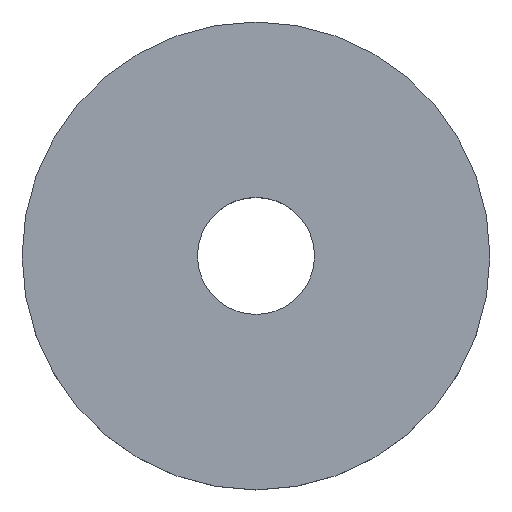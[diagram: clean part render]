
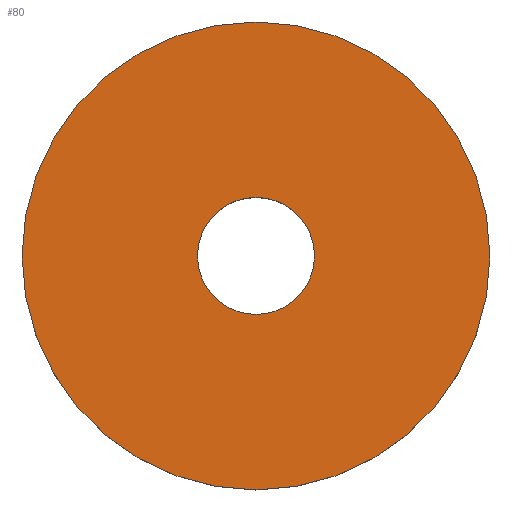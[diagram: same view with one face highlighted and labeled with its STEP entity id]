
A CAD part, top view. The second image highlights one B-rep face of the part: STEP entity #80.
In plain terms, the highlighted planar face has unit normal (0, 0, 1).
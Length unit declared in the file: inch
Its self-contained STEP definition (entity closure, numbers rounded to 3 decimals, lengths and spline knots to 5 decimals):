
#8 = AXIS2_PLACEMENT_3D ( 'NONE', #176, #175, #174 ) ;
#19 = CIRCLE ( 'NONE', #66, 0.5 ) ;
#23 = EDGE_CURVE ( 'NONE', #196, #200, #27, .T. ) ;
#24 = EDGE_CURVE ( 'NONE', #201, #202, #29, .T. ) ;
#27 = CIRCLE ( 'NONE', #8, 2. ) ;
#29 = CIRCLE ( 'NONE', #71, 0.5 ) ;
#33 = EDGE_CURVE ( 'NONE', #202, #201, #19, .T. ) ;
#35 = CIRCLE ( 'NONE', #70, 2. ) ;
#42 = EDGE_LOOP ( 'NONE', ( #222, #219 ) ) ;
#47 = EDGE_LOOP ( 'NONE', ( #223, #220 ) ) ;
#58 = FACE_BOUND ( 'NONE', #42, .T. ) ;
#66 = AXIS2_PLACEMENT_3D ( 'NONE', #161, #157, #156 ) ;
#70 = AXIS2_PLACEMENT_3D ( 'NONE', #149, #148, #147 ) ;
#71 = AXIS2_PLACEMENT_3D ( 'NONE', #173, #172, #171 ) ;
#77 = EDGE_CURVE ( 'NONE', #200, #196, #35, .T. ) ;
#80 = ADVANCED_FACE ( 'NONE', ( #100, #58 ), #137, .T. ) ;
#99 = AXIS2_PLACEMENT_3D ( 'NONE', #138, #139, #134 ) ;
#100 = FACE_OUTER_BOUND ( 'NONE', #47, .T. ) ;
#121 = CARTESIAN_POINT ( 'NONE',  ( 0.5, 0., 0.5 ) ) ;
#122 = CARTESIAN_POINT ( 'NONE',  ( -0.5, 0., 0.5 ) ) ;
#123 = CARTESIAN_POINT ( 'NONE',  ( 2., 0., 0.5 ) ) ;
#129 = CARTESIAN_POINT ( 'NONE',  ( -2., 0., 0.5 ) ) ;
#134 = DIRECTION ( 'NONE',  ( 1., 0., 0. ) ) ;
#137 = PLANE ( 'NONE',  #99 ) ;
#138 = CARTESIAN_POINT ( 'NONE',  ( 0., 0., 0.5 ) ) ;
#139 = DIRECTION ( 'NONE',  ( 0., 0., 1. ) ) ;
#147 = DIRECTION ( 'NONE',  ( 1., 0., 0. ) ) ;
#148 = DIRECTION ( 'NONE',  ( 0., 0., 1. ) ) ;
#149 = CARTESIAN_POINT ( 'NONE',  ( 0., 0., 0.5 ) ) ;
#156 = DIRECTION ( 'NONE',  ( 1., 0., 0. ) ) ;
#157 = DIRECTION ( 'NONE',  ( 0., 0., 1. ) ) ;
#161 = CARTESIAN_POINT ( 'NONE',  ( 0., 0., 0.5 ) ) ;
#171 = DIRECTION ( 'NONE',  ( 1., 0., 0. ) ) ;
#172 = DIRECTION ( 'NONE',  ( 0., 0., 1. ) ) ;
#173 = CARTESIAN_POINT ( 'NONE',  ( 0., 0., 0.5 ) ) ;
#174 = DIRECTION ( 'NONE',  ( 1., 0., 0. ) ) ;
#175 = DIRECTION ( 'NONE',  ( 0., 0., 1. ) ) ;
#176 = CARTESIAN_POINT ( 'NONE',  ( 0., 0., 0.5 ) ) ;
#196 = VERTEX_POINT ( 'NONE', #129 ) ;
#200 = VERTEX_POINT ( 'NONE', #123 ) ;
#201 = VERTEX_POINT ( 'NONE', #122 ) ;
#202 = VERTEX_POINT ( 'NONE', #121 ) ;
#219 = ORIENTED_EDGE ( 'NONE', *, *, #33, .F. ) ;
#220 = ORIENTED_EDGE ( 'NONE', *, *, #77, .T. ) ;
#222 = ORIENTED_EDGE ( 'NONE', *, *, #24, .F. ) ;
#223 = ORIENTED_EDGE ( 'NONE', *, *, #23, .T. ) ;
